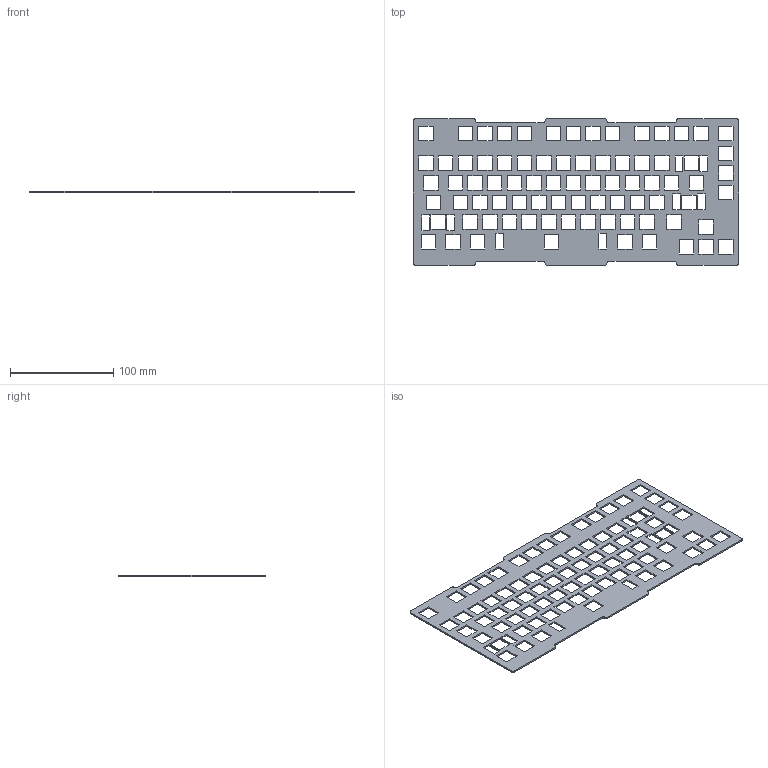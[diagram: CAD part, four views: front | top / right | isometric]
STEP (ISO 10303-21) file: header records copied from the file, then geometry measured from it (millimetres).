
FILE_DESCRIPTION(('FreeCAD Model'),'2;1');
FILE_NAME('Open CASCADE Shape Model','2021-08-31T22:48:46',(''),(''), 'Open CASCADE STEP processor 7.4','FreeCAD','Unknown');
FILE_SCHEMA(('AUTOMOTIVE_DESIGN { 1 0 10303 214 1 1 1 1 }'));
Length unit declared in the file: millimetre
Products named in the file (1): plate
Bounding box: 314.96 x 142.25 x 1.5 mm (x, y, z)
Volume: 40741 mm3; surface area: 62982.7 mm2
Topology: 1 solids, 1 shells, 386 faces, 1152 edges, 768 vertices
Faces by surface type: plane 366, cylinder 20
Entity records: 28086 total; most frequent: CARTESIAN_POINT 4611, DIRECTION 4270, LINE 3376, VECTOR 3376, ORIENTED_EDGE 2304, PCURVE 2304, DEFINITIONAL_REPRESENTATION 2304, EDGE_CURVE 1152
